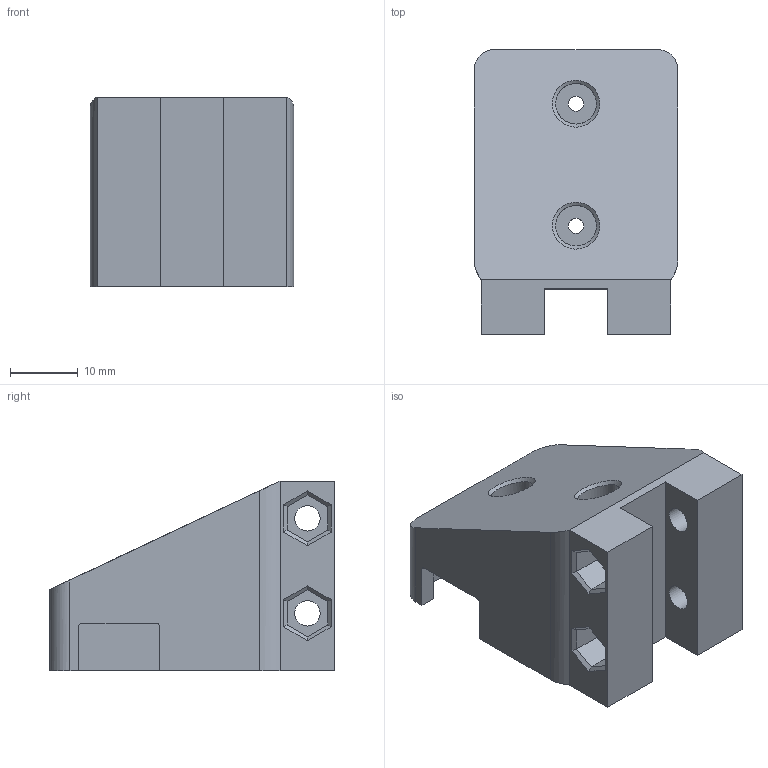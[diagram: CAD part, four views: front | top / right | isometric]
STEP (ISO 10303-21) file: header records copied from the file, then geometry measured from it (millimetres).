
FILE_DESCRIPTION(/* description */ (''),/* implementation_level */ '2;1');
FILE_NAME(/* name */ 'gelsight-mini-robotis-adapter.step',/* time_stamp */ '2023-11-10T16:46:35+01:00',/* author */ (''),/* organization */ (''),/* preprocessor_version */ 'ST-DEVELOPER v20',/* originating_system */ 'Autodesk Translation Framework v12.14.0.127',/* authorisation */ '');
FILE_SCHEMA (('AUTOMOTIVE_DESIGN { 1 0 10303 214 3 1 1 }'));
Length unit declared in the file: millimetre
Products named in the file (1): gelsight-mini-WidowX250-adapter-interface
Bounding box: 30 x 42 x 28 mm (x, y, z)
Volume: 16033.1 mm3; surface area: 7298.7 mm2
Topology: 1 solids, 1 shells, 81 faces, 203 edges, 130 vertices
Faces by surface type: plane 59, cylinder 18, bspline 2, cone 2
Full cylindrical faces by diameter (mm): 2.25 x2, 3.75 x4, 6 x4
Entity records: 2575 total; most frequent: CARTESIAN_POINT 559, ORIENTED_EDGE 406, DIRECTION 393, EDGE_CURVE 203, LINE 161, VECTOR 161, VERTEX_POINT 130, AXIS2_PLACEMENT_3D 116
